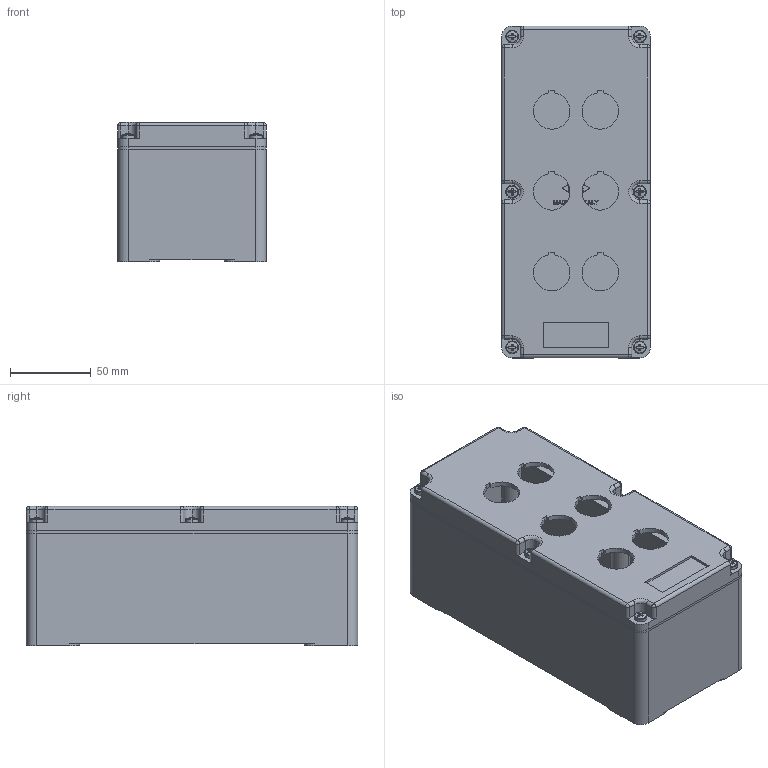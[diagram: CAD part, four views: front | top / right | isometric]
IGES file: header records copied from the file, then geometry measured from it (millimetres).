
Start section: Elysium IGES Interface
Global section: file name: 76H0lndrr03q3o14lu1484; native system: Creo Elements/Direct Modeling 18.1F  24-Jul-2014; preprocessor: Creo Element/Direct IGES_3D V2.2; author: Unknown; organization: Unknown; date: 20150407.160443; units: millimetre
Bounding box: 92 x 205 x 86 mm (x, y, z)
Volume: 357521 mm3; surface area: 197915.9 mm2
Topology: 11 solids, 11 shells, 1193 faces, 3176 edges, 2088 vertices
Faces by surface type: bspline 1193
